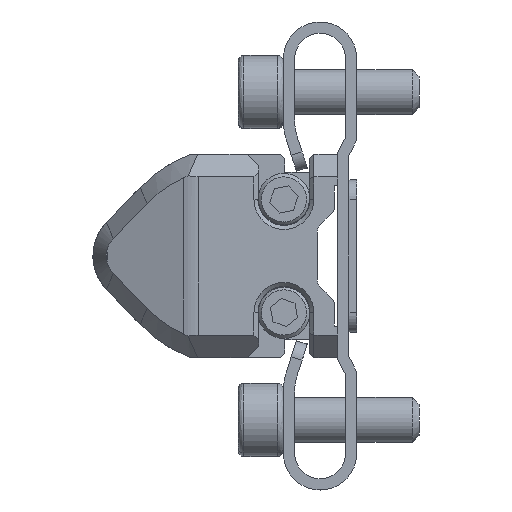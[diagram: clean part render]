
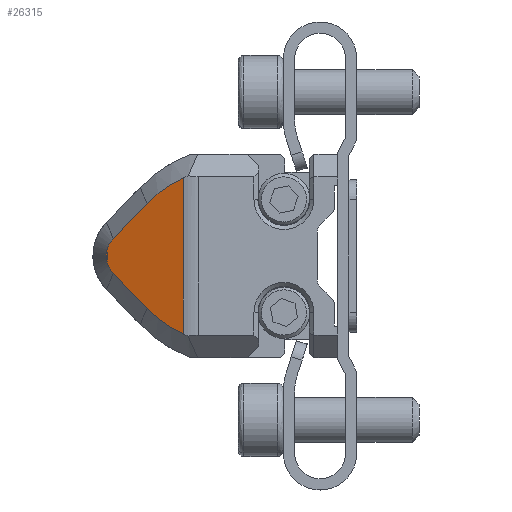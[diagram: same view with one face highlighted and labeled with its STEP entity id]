
A CAD part, left-side view. The second image highlights one B-rep face of the part: STEP entity #26315.
In plain terms, the highlighted planar face has unit normal (-0.946, 0.325, 0).
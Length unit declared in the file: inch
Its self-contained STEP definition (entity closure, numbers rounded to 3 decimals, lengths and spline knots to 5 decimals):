
#275 = VERTEX_POINT ( 'NONE', #10561 ) ;
#807 = CARTESIAN_POINT ( 'NONE',  ( -4.68469, 0.43477, -0.10176 ) ) ;
#1209 = CARTESIAN_POINT ( 'NONE',  ( -4.75521, 0.22987, -0.2719 ) ) ;
#1593 = CARTESIAN_POINT ( 'NONE',  ( -4.66268, 0.49874, -0.0057 ) ) ;
#3141 = DIRECTION ( 'NONE',  ( 0., 0., -1. ) ) ;
#3518 = CARTESIAN_POINT ( 'NONE',  ( -4.75115, 0.24166, -0.26671 ) ) ;
#4206 = CARTESIAN_POINT ( 'NONE',  ( -4.67118, 0.47404, 0.06112 ) ) ;
#4573 = CARTESIAN_POINT ( 'NONE',  ( -4.66865, 0.48139, 0.05276 ) ) ;
#5024 = ORIENTED_EDGE ( 'NONE', *, *, #10823, .F. ) ;
#5911 = ORIENTED_EDGE ( 'NONE', *, *, #13494, .F. ) ;
#5944 = CARTESIAN_POINT ( 'NONE',  ( -4.75521, 0.22987, 0.28282 ) ) ;
#6091 = VERTEX_POINT ( 'NONE', #26906 ) ;
#6147 = B_SPLINE_CURVE_WITH_KNOTS ( 'NONE', 3,
 ( #22874, #25672, #14773, #33619, #9505, #31332, #28672, #6863, #1593, #7384, #12474, #17584, #31675, #4573, #18107, #12301 ),
 .UNSPECIFIED., .F., .F.,
 ( 4, 2, 2, 2, 2, 2, 2, 4 ),
 ( 0., 0.00043, 0.00086, 0.00129, 0.00173, 0.00259, 0.00302, 0.00345 ),
 .UNSPECIFIED. ) ;
#6235 = EDGE_CURVE ( 'NONE', #28862, #29185, #18412, .T. ) ;
#6863 = CARTESIAN_POINT ( 'NONE',  ( -4.66287, 0.49818, -0.01146 ) ) ;
#7384 = CARTESIAN_POINT ( 'NONE',  ( -4.66268, 0.49875, 0.01129 ) ) ;
#7857 = CARTESIAN_POINT ( 'NONE',  ( -4.75521, 0.22987, 0.2719 ) ) ;
#8218 = CARTESIAN_POINT ( 'NONE',  ( -4.69817, 0.3956, -0.14249 ) ) ;
#9445 = FACE_OUTER_BOUND ( 'NONE', #20978, .T. ) ;
#9505 = CARTESIAN_POINT ( 'NONE',  ( -4.66565, 0.49011, -0.03842 ) ) ;
#9653 = ORIENTED_EDGE ( 'NONE', *, *, #31745, .F. ) ;
#10561 = CARTESIAN_POINT ( 'NONE',  ( -4.67118, 0.47404, 0.06112 ) ) ;
#10823 = EDGE_CURVE ( 'NONE', #6091, #275, #6147, .T. ) ;
#11758 = CARTESIAN_POINT ( 'NONE',  ( -4.73564, 0.28673, -0.2414 ) ) ;
#11836 = VERTEX_POINT ( 'NONE', #7857 ) ;
#12218 = ORIENTED_EDGE ( 'NONE', *, *, #6235, .F. ) ;
#12301 = CARTESIAN_POINT ( 'NONE',  ( -4.67118, 0.47404, 0.06112 ) ) ;
#12474 = CARTESIAN_POINT ( 'NONE',  ( -4.66345, 0.4965, 0.02271 ) ) ;
#12729 = B_SPLINE_CURVE_WITH_KNOTS ( 'NONE', 3,
 ( #21874, #21524, #24330, #16069, #32275, #27343 ),
 .UNSPECIFIED., .F., .F.,
 ( 4, 2, 4 ),
 ( 0., 0.00285, 0.00411 ),
 .UNSPECIFIED. ) ;
#13022 = AXIS2_PLACEMENT_3D ( 'NONE', #20330, #28437, #14540 ) ;
#13494 = EDGE_CURVE ( 'NONE', #22416, #11836, #12729, .T. ) ;
#14540 = DIRECTION ( 'NONE',  ( -0.325, -0.946, 0. ) ) ;
#14773 = CARTESIAN_POINT ( 'NONE',  ( -4.66866, 0.48137, -0.05277 ) ) ;
#15207 = B_SPLINE_CURVE_WITH_KNOTS ( 'NONE', 3,
 ( #32324, #8218, #807, #29846 ),
 .UNSPECIFIED., .F., .F.,
 ( 4, 4 ),
 ( 0., 1. ),
 .UNSPECIFIED. ) ;
#15989 = VECTOR ( 'NONE', #3141, 39.37008 ) ;
#16069 = CARTESIAN_POINT ( 'NONE',  ( -4.74533, 0.25858, 0.25824 ) ) ;
#16896 = CARTESIAN_POINT ( 'NONE',  ( -4.71163, 0.35651, 0.1833 ) ) ;
#16938 = ORIENTED_EDGE ( 'NONE', *, *, #25904, .F. ) ;
#17008 = PLANE ( 'NONE',  #13022 ) ;
#17483 = CARTESIAN_POINT ( 'NONE',  ( -4.75521, 0.22987, -0.2719 ) ) ;
#17532 = B_SPLINE_CURVE_WITH_KNOTS ( 'NONE', 3,
 ( #4206, #33255, #30447, #25816 ),
 .UNSPECIFIED., .F., .F.,
 ( 4, 4 ),
 ( 0., 1. ),
 .UNSPECIFIED. ) ;
#17584 = CARTESIAN_POINT ( 'NONE',  ( -4.66563, 0.49015, 0.03832 ) ) ;
#18107 = CARTESIAN_POINT ( 'NONE',  ( -4.66985, 0.47792, 0.05711 ) ) ;
#18412 = B_SPLINE_CURVE_WITH_KNOTS ( 'NONE', 3,
 ( #1209, #3518, #20194, #30948, #11758, #27789, #19526, #30266 ),
 .UNSPECIFIED., .F., .F.,
 ( 4, 2, 2, 4 ),
 ( 0., 0.00103, 0.00205, 0.00411 ),
 .UNSPECIFIED. ) ;
#19414 = CARTESIAN_POINT ( 'NONE',  ( -4.71163, 0.35651, -0.1833 ) ) ;
#19526 = CARTESIAN_POINT ( 'NONE',  ( -4.71789, 0.33832, -0.2023 ) ) ;
#20194 = CARTESIAN_POINT ( 'NONE',  ( -4.74718, 0.2532, -0.26096 ) ) ;
#20330 = CARTESIAN_POINT ( 'NONE',  ( -4.66212, 0.50036, -0.27516 ) ) ;
#20978 = EDGE_LOOP ( 'NONE', ( #5911, #16938, #5024, #29178, #12218, #9653 ) ) ;
#21524 = CARTESIAN_POINT ( 'NONE',  ( -4.72018, 0.33164, 0.20927 ) ) ;
#21874 = CARTESIAN_POINT ( 'NONE',  ( -4.71163, 0.35651, 0.1833 ) ) ;
#22416 = VERTEX_POINT ( 'NONE', #16896 ) ;
#22874 = CARTESIAN_POINT ( 'NONE',  ( -4.67118, 0.47404, -0.06112 ) ) ;
#22932 = EDGE_CURVE ( 'NONE', #29185, #6091, #15207, .T. ) ;
#24330 = CARTESIAN_POINT ( 'NONE',  ( -4.72997, 0.30321, 0.23182 ) ) ;
#25672 = CARTESIAN_POINT ( 'NONE',  ( -4.66985, 0.47792, -0.05711 ) ) ;
#25816 = CARTESIAN_POINT ( 'NONE',  ( -4.71163, 0.35651, 0.1833 ) ) ;
#25904 = EDGE_CURVE ( 'NONE', #275, #22416, #17532, .T. ) ;
#26315 = ADVANCED_FACE ( 'NONE', ( #9445 ), #17008, .F. ) ;
#26906 = CARTESIAN_POINT ( 'NONE',  ( -4.67118, 0.47404, -0.06112 ) ) ;
#27233 = LINE ( 'NONE', #5944, #15989 ) ;
#27343 = CARTESIAN_POINT ( 'NONE',  ( -4.75521, 0.22987, 0.2719 ) ) ;
#27789 = CARTESIAN_POINT ( 'NONE',  ( -4.72468, 0.31857, -0.21915 ) ) ;
#28437 = DIRECTION ( 'NONE',  ( 0.946, -0.325, 0. ) ) ;
#28672 = CARTESIAN_POINT ( 'NONE',  ( -4.66363, 0.49598, -0.02257 ) ) ;
#28862 = VERTEX_POINT ( 'NONE', #17483 ) ;
#29178 = ORIENTED_EDGE ( 'NONE', *, *, #22932, .F. ) ;
#29185 = VERTEX_POINT ( 'NONE', #19414 ) ;
#29846 = CARTESIAN_POINT ( 'NONE',  ( -4.67118, 0.47404, -0.06112 ) ) ;
#30266 = CARTESIAN_POINT ( 'NONE',  ( -4.71163, 0.35651, -0.1833 ) ) ;
#30447 = CARTESIAN_POINT ( 'NONE',  ( -4.69817, 0.3956, 0.14249 ) ) ;
#30948 = CARTESIAN_POINT ( 'NONE',  ( -4.73943, 0.27571, -0.24832 ) ) ;
#31332 = CARTESIAN_POINT ( 'NONE',  ( -4.66418, 0.49437, -0.02796 ) ) ;
#31675 = CARTESIAN_POINT ( 'NONE',  ( -4.66654, 0.48752, 0.04336 ) ) ;
#31745 = EDGE_CURVE ( 'NONE', #11836, #28862, #27233, .T. ) ;
#32275 = CARTESIAN_POINT ( 'NONE',  ( -4.7502, 0.24442, 0.26551 ) ) ;
#32324 = CARTESIAN_POINT ( 'NONE',  ( -4.71163, 0.35651, -0.1833 ) ) ;
#33255 = CARTESIAN_POINT ( 'NONE',  ( -4.68469, 0.43477, 0.10176 ) ) ;
#33619 = CARTESIAN_POINT ( 'NONE',  ( -4.66656, 0.48746, -0.04346 ) ) ;
